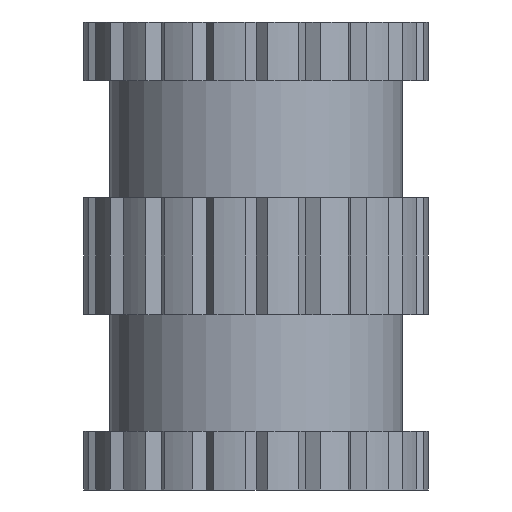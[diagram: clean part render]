
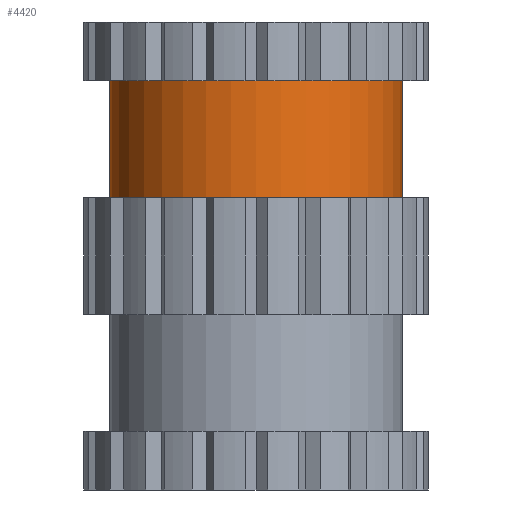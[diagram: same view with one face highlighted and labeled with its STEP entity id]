
A CAD part, front view. The second image highlights one B-rep face of the part: STEP entity #4420.
In plain terms, the highlighted cylindrical face has radius 2.5 mm (diameter 5 mm), a full revolution.
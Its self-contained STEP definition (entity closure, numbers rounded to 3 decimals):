
#364=FACE_OUTER_BOUND('',#592,.T.);
#592=EDGE_LOOP('',(#3892,#3893,#3894,#3895));
#686=CIRCLE('',#4719,2.5);
#729=CIRCLE('',#4784,2.5);
#1255=LINE('',#8363,#1709);
#1709=VECTOR('',#5933,2.5);
#2143=VERTEX_POINT('',#8293);
#2145=VERTEX_POINT('',#8360);
#2748=EDGE_CURVE('',#2143,#2143,#686,.T.);
#2791=EDGE_CURVE('',#2145,#2145,#729,.T.);
#2792=EDGE_CURVE('',#2145,#2143,#1255,.T.);
#3892=ORIENTED_EDGE('',*,*,#2791,.F.);
#3893=ORIENTED_EDGE('',*,*,#2792,.T.);
#3894=ORIENTED_EDGE('',*,*,#2748,.T.);
#3895=ORIENTED_EDGE('',*,*,#2792,.F.);
#4200=CYLINDRICAL_SURFACE('',#4785,2.5);
#4420=ADVANCED_FACE('',(#364),#4200,.T.);
#4719=AXIS2_PLACEMENT_3D('',#8294,#5799,#5800);
#4784=AXIS2_PLACEMENT_3D('',#8361,#5929,#5930);
#4785=AXIS2_PLACEMENT_3D('',#8362,#5931,#5932);
#5799=DIRECTION('center_axis',(0.,0.,1.));
#5800=DIRECTION('ref_axis',(1.,0.,0.));
#5929=DIRECTION('center_axis',(0.,0.,1.));
#5930=DIRECTION('ref_axis',(1.,0.,0.));
#5931=DIRECTION('center_axis',(0.,0.,-1.));
#5932=DIRECTION('ref_axis',(1.,0.,0.));
#5933=DIRECTION('',(0.,0.,-1.));
#8293=CARTESIAN_POINT('',(-2.5,0.,-3.));
#8294=CARTESIAN_POINT('Origin',(0.,0.,-3.));
#8360=CARTESIAN_POINT('',(-2.5,0.,-1.));
#8361=CARTESIAN_POINT('Origin',(0.,0.,-1.));
#8362=CARTESIAN_POINT('Origin',(0.,0.,0.));
#8363=CARTESIAN_POINT('',(-2.5,0.,0.));
